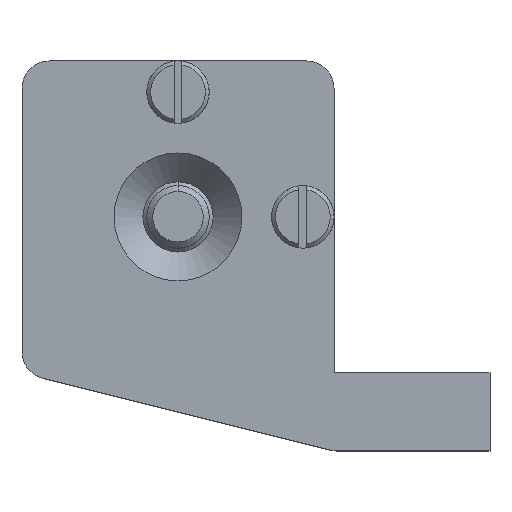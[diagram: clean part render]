
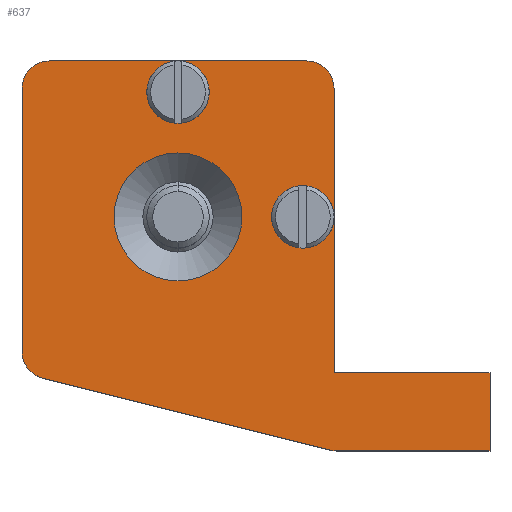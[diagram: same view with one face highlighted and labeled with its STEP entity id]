
A CAD part, top view. The second image highlights one B-rep face of the part: STEP entity #637.
In plain terms, the highlighted planar face has unit normal (0, 0, 1).
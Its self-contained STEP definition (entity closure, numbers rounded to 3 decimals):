
#326=CARTESIAN_POINT('',(8.2,0.,0.));
#327=VERTEX_POINT('',#326);
#328=CARTESIAN_POINT('',(0.0,0.0,0.0));
#329=DIRECTION('',(0.0,0.0,-1.0));
#330=DIRECTION('',(1.0,0.0,0.0));
#331=AXIS2_PLACEMENT_3D('',#328,#329,#330);
#332=CIRCLE('',#331,8.2);
#333=EDGE_CURVE('',#327,#327,#332,.T.);
#457=CARTESIAN_POINT('',(18.067,0.,0.));
#458=VERTEX_POINT('',#457);
#459=CARTESIAN_POINT('',(16.0,0.,0.));
#460=DIRECTION('',(0.0,0.0,-1.0));
#461=DIRECTION('',(-1.0,0.0,0.0));
#462=AXIS2_PLACEMENT_3D('',#459,#460,#461);
#463=CIRCLE('',#462,2.067);
#464=EDGE_CURVE('',#458,#458,#463,.T.);
#506=CARTESIAN_POINT('',(2.067,16.0,0.));
#507=VERTEX_POINT('',#506);
#508=CARTESIAN_POINT('',(0.,16.0,0.));
#509=DIRECTION('',(0.0,0.0,-1.0));
#510=DIRECTION('',(-1.0,0.0,0.0));
#511=AXIS2_PLACEMENT_3D('',#508,#509,#510);
#512=CIRCLE('',#511,2.067);
#513=EDGE_CURVE('',#507,#507,#512,.T.);
#529=CARTESIAN_POINT('',(43.0,-32.5,0.));
#530=DIRECTION('',(0.0,0.0,-1.0));
#531=DIRECTION('',(-1.0,0.0,0.0));
#532=AXIS2_PLACEMENT_3D('',#529,#530,#531);
#533=PLANE('',#532);
#534=CARTESIAN_POINT('',(20.,-20.0,0.));
#535=VERTEX_POINT('',#534);
#536=CARTESIAN_POINT('',(40.0,-20.,0.));
#537=VERTEX_POINT('',#536);
#538=CARTESIAN_POINT('',(20.,-20.0,0.));
#539=DIRECTION('',(1.0,0.0,0.0));
#540=VECTOR('',#539,20.);
#541=LINE('',#538,#540);
#542=EDGE_CURVE('',#535,#537,#541,.T.);
#543=ORIENTED_EDGE('',*,*,#542,.F.);
#544=CARTESIAN_POINT('',(20.,16.5,0.));
#545=VERTEX_POINT('',#544);
#546=CARTESIAN_POINT('',(20.,16.5,0.));
#547=DIRECTION('',(0.0,-1.0,0.0));
#548=VECTOR('',#547,36.5);
#549=LINE('',#546,#548);
#550=EDGE_CURVE('',#545,#535,#549,.T.);
#551=ORIENTED_EDGE('',*,*,#550,.F.);
#552=CARTESIAN_POINT('',(16.5,20.0,0.));
#553=VERTEX_POINT('',#552);
#554=CARTESIAN_POINT('',(16.5,16.5,0.));
#555=DIRECTION('',(0.0,0.0,-1.0));
#556=DIRECTION('',(0.0,-1.0,0.0));
#557=AXIS2_PLACEMENT_3D('',#554,#555,#556);
#558=CIRCLE('',#557,3.5);
#559=EDGE_CURVE('',#553,#545,#558,.T.);
#560=ORIENTED_EDGE('',*,*,#559,.F.);
#561=CARTESIAN_POINT('',(-16.5,20.,0.));
#562=VERTEX_POINT('',#561);
#563=CARTESIAN_POINT('',(-16.5,20.,0.));
#564=DIRECTION('',(1.0,0.0,0.0));
#565=VECTOR('',#564,33.);
#566=LINE('',#563,#565);
#567=EDGE_CURVE('',#562,#553,#566,.T.);
#568=ORIENTED_EDGE('',*,*,#567,.F.);
#569=CARTESIAN_POINT('',(-20.0,16.5,0.));
#570=VERTEX_POINT('',#569);
#571=CARTESIAN_POINT('',(-16.5,16.5,0.));
#572=DIRECTION('',(0.0,0.0,-1.0));
#573=DIRECTION('',(1.0,0.0,0.0));
#574=AXIS2_PLACEMENT_3D('',#571,#572,#573);
#575=CIRCLE('',#574,3.5);
#576=EDGE_CURVE('',#570,#562,#575,.T.);
#577=ORIENTED_EDGE('',*,*,#576,.F.);
#578=CARTESIAN_POINT('',(-20.,-17.27,0.));
#579=VERTEX_POINT('',#578);
#580=CARTESIAN_POINT('',(-20.,-17.27,0.));
#581=DIRECTION('',(0.0,1.0,0.0));
#582=VECTOR('',#581,33.77);
#583=LINE('',#580,#582);
#584=EDGE_CURVE('',#579,#570,#583,.T.);
#585=ORIENTED_EDGE('',*,*,#584,.F.);
#586=CARTESIAN_POINT('',(-17.349,-20.666,0.));
#587=VERTEX_POINT('',#586);
#588=CARTESIAN_POINT('',(-16.5,-17.27,0.));
#589=DIRECTION('',(0.0,0.0,-1.0));
#590=DIRECTION('',(0.242,0.97,0.0));
#591=AXIS2_PLACEMENT_3D('',#588,#589,#590);
#592=CIRCLE('',#591,3.5);
#593=EDGE_CURVE('',#587,#579,#592,.T.);
#594=ORIENTED_EDGE('',*,*,#593,.F.);
#595=CARTESIAN_POINT('',(19.581,-29.896,0.));
#596=VERTEX_POINT('',#595);
#597=CARTESIAN_POINT('',(19.581,-29.896,0.));
#598=DIRECTION('',(-0.97,0.242,0.0));
#599=VECTOR('',#598,38.066);
#600=LINE('',#597,#599);
#601=EDGE_CURVE('',#596,#587,#600,.T.);
#602=ORIENTED_EDGE('',*,*,#601,.F.);
#603=CARTESIAN_POINT('',(20.43,-30.0,0.));
#604=VERTEX_POINT('',#603);
#605=CARTESIAN_POINT('',(20.43,-26.5,0.));
#606=DIRECTION('',(0.0,0.0,-1.0));
#607=DIRECTION('',(0.0,1.0,0.0));
#608=AXIS2_PLACEMENT_3D('',#605,#606,#607);
#609=CIRCLE('',#608,3.5);
#610=EDGE_CURVE('',#604,#596,#609,.T.);
#611=ORIENTED_EDGE('',*,*,#610,.F.);
#612=CARTESIAN_POINT('',(40.0,-30.,0.));
#613=VERTEX_POINT('',#612);
#614=CARTESIAN_POINT('',(40.0,-30.,0.));
#615=DIRECTION('',(-1.0,0.0,0.0));
#616=VECTOR('',#615,19.57);
#617=LINE('',#614,#616);
#618=EDGE_CURVE('',#613,#604,#617,.T.);
#619=ORIENTED_EDGE('',*,*,#618,.F.);
#620=CARTESIAN_POINT('',(40.0,-20.,0.));
#621=DIRECTION('',(0.0,-1.0,0.0));
#622=VECTOR('',#621,10.0);
#623=LINE('',#620,#622);
#624=EDGE_CURVE('',#537,#613,#623,.T.);
#625=ORIENTED_EDGE('',*,*,#624,.F.);
#626=EDGE_LOOP('',(#543,#551,#560,#568,#577,#585,#594,#602,#611,#619,#625));
#627=FACE_OUTER_BOUND('',#626,.T.);
#628=ORIENTED_EDGE('',*,*,#333,.T.);
#629=EDGE_LOOP('',(#628));
#630=FACE_BOUND('',#629,.T.);
#631=ORIENTED_EDGE('',*,*,#464,.T.);
#632=EDGE_LOOP('',(#631));
#633=FACE_BOUND('',#632,.T.);
#634=ORIENTED_EDGE('',*,*,#513,.T.);
#635=EDGE_LOOP('',(#634));
#636=FACE_BOUND('',#635,.T.);
#637=ADVANCED_FACE('',(#627,#630,#633,#636),#533,.F.);
